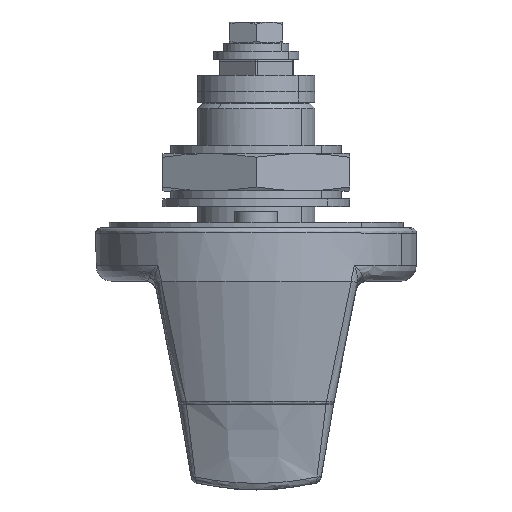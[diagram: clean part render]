
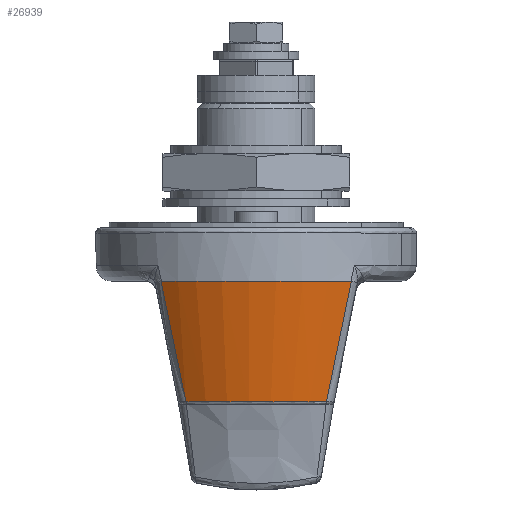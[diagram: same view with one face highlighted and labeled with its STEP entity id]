
A CAD part, top view. The second image highlights one B-rep face of the part: STEP entity #26939.
In plain terms, the highlighted free-form (B-spline) face has degree [1, 2] with [2, 3] control points.
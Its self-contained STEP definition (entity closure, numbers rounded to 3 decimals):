
#22061=CARTESIAN_POINT('',(-10.,17.715,24.211));
#22062=VERTEX_POINT('',#22061);
#22076=CARTESIAN_POINT('',(-10.,-17.715,24.211));
#22077=VERTEX_POINT('',#22076);
#22078=CARTESIAN_POINT('',(-10.,-17.715,24.211));
#22079=CARTESIAN_POINT('',(-10.,-16.6,25.027));
#22080=CARTESIAN_POINT('',(-10.,-14.298,26.478));
#22081=CARTESIAN_POINT('',(-10.,-11.057,27.953));
#22082=CARTESIAN_POINT('',(-10.,-7.304,29.189));
#22083=CARTESIAN_POINT('',(-10.,-3.556,29.901));
#22084=CARTESIAN_POINT('',(-10.,0.396,30.057));
#22085=CARTESIAN_POINT('',(-10.,4.142,29.797));
#22086=CARTESIAN_POINT('',(-10.,7.686,29.089));
#22087=CARTESIAN_POINT('',(-10.,11.428,27.814));
#22088=CARTESIAN_POINT('',(-10.,14.64,26.276));
#22089=CARTESIAN_POINT('',(-10.,16.759,24.911));
#22090=CARTESIAN_POINT('',(-10.,17.715,24.211));
#22091=B_SPLINE_CURVE_WITH_KNOTS('',3,(#22078,#22079,#22080,#22081,#22082,#22083,#22084,#22085,#22086,#22087,#22088,#22089,#22090),.UNSPECIFIED.,.F.,.U.,(4,1,1,1,1,1,1,1,1,1,4),(0.,4.145,8.143,10.659,15.989,19.542,22.503,27.241,30.35,34.347,37.9),.UNSPECIFIED.);
#22092=EDGE_CURVE('',#22077,#22062,#22091,.T.);
#24792=CARTESIAN_POINT('',(-32.596,-13.148,21.941));
#24793=VERTEX_POINT('',#24792);
#24970=CARTESIAN_POINT('',(-32.596,13.148,21.941));
#24971=VERTEX_POINT('',#24970);
#24996=CARTESIAN_POINT('',(-32.596,13.148,21.941));
#24997=CARTESIAN_POINT('',(-32.596,12.038,22.607));
#24998=CARTESIAN_POINT('',(-32.596,10.038,23.607));
#24999=CARTESIAN_POINT('',(-32.596,6.907,24.691));
#25000=CARTESIAN_POINT('',(-32.596,3.246,25.491));
#25001=CARTESIAN_POINT('',(-32.596,-0.437,25.677));
#25002=CARTESIAN_POINT('',(-32.596,-4.377,25.277));
#25003=CARTESIAN_POINT('',(-32.596,-8.45,24.315));
#25004=CARTESIAN_POINT('',(-32.596,-11.483,22.94));
#25005=CARTESIAN_POINT('',(-32.596,-13.148,21.941));
#25006=B_SPLINE_CURVE_WITH_KNOTS('',3,(#24996,#24997,#24998,#24999,#25000,#25001,#25002,#25003,#25004,#25005),.UNSPECIFIED.,.F.,.U.,(4,1,1,1,1,1,1,4),(0.,3.884,6.689,9.925,15.104,17.693,21.793,27.619),.UNSPECIFIED.);
#25007=EDGE_CURVE('',#24971,#24793,#25006,.T.);
#26456=CARTESIAN_POINT('',(-10.009,17.801,24.146));
#26457=VERTEX_POINT('',#26456);
#26480=CARTESIAN_POINT('',(-10.,17.715,24.211));
#26481=CARTESIAN_POINT('',(-10.,17.744,24.19));
#26482=CARTESIAN_POINT('',(-10.003,17.773,24.168));
#26483=CARTESIAN_POINT('',(-10.009,17.801,24.146));
#26484=B_SPLINE_CURVE_WITH_KNOTS('',3,(#26480,#26481,#26482,#26483),.UNSPECIFIED.,.F.,.U.,(4,4),(0.,0.109),.UNSPECIFIED.);
#26485=EDGE_CURVE('',#22062,#26457,#26484,.T.);
#26535=CARTESIAN_POINT('',(-10.009,17.801,24.146));
#26536=CARTESIAN_POINT('',(-13.776,17.032,23.797));
#26537=CARTESIAN_POINT('',(-17.543,16.259,23.44));
#26538=CARTESIAN_POINT('',(-25.072,14.709,22.707));
#26539=CARTESIAN_POINT('',(-28.835,13.931,22.33));
#26540=CARTESIAN_POINT('',(-32.596,13.148,21.941));
#26541=B_SPLINE_CURVE_WITH_KNOTS('',3,(#26535,#26536,#26537,#26538,#26539,#26540),.UNSPECIFIED.,.F.,.U.,(4,2,4),(0.0,0.5,1.0),.UNSPECIFIED.);
#26542=EDGE_CURVE('',#26457,#24971,#26541,.T.);
#26792=CARTESIAN_POINT('',(-10.009,-17.801,24.146));
#26793=VERTEX_POINT('',#26792);
#26817=CARTESIAN_POINT('',(-10.009,-17.801,24.146));
#26818=CARTESIAN_POINT('',(-10.003,-17.773,24.168));
#26819=CARTESIAN_POINT('',(-10.,-17.744,24.19));
#26820=CARTESIAN_POINT('',(-10.,-17.715,24.211));
#26821=B_SPLINE_CURVE_WITH_KNOTS('',3,(#26817,#26818,#26819,#26820),.UNSPECIFIED.,.F.,.U.,(4,4),(0.,0.109),.UNSPECIFIED.);
#26822=EDGE_CURVE('',#26793,#22077,#26821,.T.);
#26871=CARTESIAN_POINT('',(-32.596,-13.148,21.941));
#26872=CARTESIAN_POINT('',(-28.835,-13.931,22.33));
#26873=CARTESIAN_POINT('',(-25.072,-14.709,22.707));
#26874=CARTESIAN_POINT('',(-17.543,-16.259,23.44));
#26875=CARTESIAN_POINT('',(-13.776,-17.032,23.797));
#26876=CARTESIAN_POINT('',(-10.009,-17.801,24.146));
#26877=B_SPLINE_CURVE_WITH_KNOTS('',3,(#26871,#26872,#26873,#26874,#26875,#26876),.UNSPECIFIED.,.F.,.U.,(4,2,4),(0.0,0.5,1.0),.UNSPECIFIED.);
#26878=EDGE_CURVE('',#24793,#26793,#26877,.T.);
#26917=CARTESIAN_POINT('',(-33.161,-15.921,19.879));
#26918=CARTESIAN_POINT('',(-9.421,-18.825,23.504));
#26919=CARTESIAN_POINT('',(-33.161,0.176,32.771));
#26920=CARTESIAN_POINT('',(-9.421,0.208,38.748));
#26921=CARTESIAN_POINT('',(-33.161,16.134,19.706));
#26922=CARTESIAN_POINT('',(-9.421,19.076,23.3));
#26930=(BOUNDED_SURFACE()B_SPLINE_SURFACE(1,2,((#26917,#26919,#26921),(#26918,#26920,#26922)),.UNSPECIFIED.,.F.,.F.,.U.)B_SPLINE_SURFACE_WITH_KNOTS((2,2),(3,3),(0.0,24.19),(0.0,42.655),.UNSPECIFIED.)GEOMETRIC_REPRESENTATION_ITEM()RATIONAL_B_SPLINE_SURFACE(((1.0,0.777,1.0),(1.0,0.777,1.0)))REPRESENTATION_ITEM('')SURFACE());
#26931=ORIENTED_EDGE('',*,*,#26542,.T.);
#26932=ORIENTED_EDGE('',*,*,#25007,.T.);
#26933=ORIENTED_EDGE('',*,*,#26878,.T.);
#26934=ORIENTED_EDGE('',*,*,#26822,.T.);
#26935=ORIENTED_EDGE('',*,*,#22092,.T.);
#26936=ORIENTED_EDGE('',*,*,#26485,.T.);
#26937=EDGE_LOOP('',(#26931,#26932,#26933,#26934,#26935,#26936));
#26938=FACE_OUTER_BOUND('',#26937,.T.);
#26939=ADVANCED_FACE('',(#26938),#26930,.T.);
